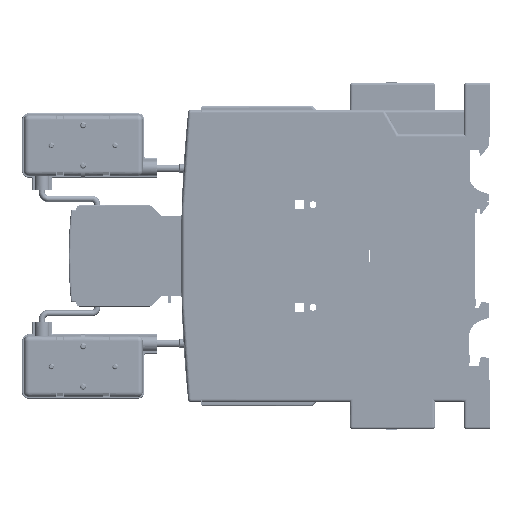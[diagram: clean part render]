
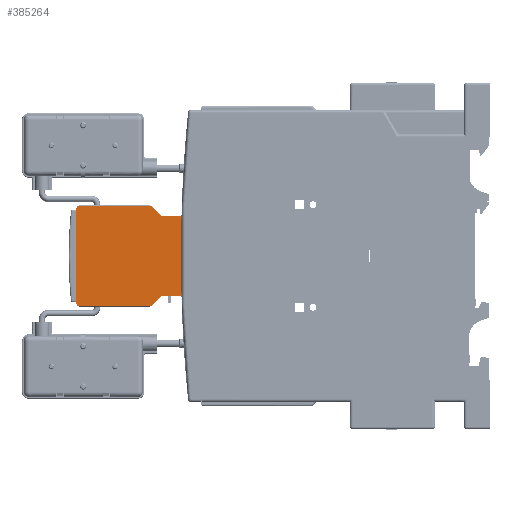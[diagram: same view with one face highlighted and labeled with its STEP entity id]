
A CAD part, left-side view. The second image highlights one B-rep face of the part: STEP entity #385264.
In plain terms, the highlighted planar face has unit normal (-1, 0, 0).
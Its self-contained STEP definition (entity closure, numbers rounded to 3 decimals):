
#16445 = CARTESIAN_POINT ( 'NONE',  ( -19.899, 143.2, -76. ) ) ;
#16562 = CARTESIAN_POINT ( 'NONE',  ( -19.899, 143.2, -44. ) ) ;
#23936 = LINE ( 'NONE', #24143, #168357 ) ;
#24010 = DIRECTION ( 'NONE',  ( 0., 1., 0. ) ) ;
#24143 = CARTESIAN_POINT ( 'NONE',  ( -19.899, 106.9, -42.8 ) ) ;
#24404 = DIRECTION ( 'NONE',  ( 0., -1., 0. ) ) ;
#24473 = CARTESIAN_POINT ( 'NONE',  ( -19.899, 106.9, -77.2 ) ) ;
#24597 = LINE ( 'NONE', #24473, #168315 ) ;
#25055 = DIRECTION ( 'NONE',  ( 0., -1., 0. ) ) ;
#25139 = LINE ( 'NONE', #25174, #168688 ) ;
#25151 = DIRECTION ( 'NONE',  ( 0., 0., 1. ) ) ;
#25174 = CARTESIAN_POINT ( 'NONE',  ( -19.899, 106.7, -42.5 ) ) ;
#25186 = CARTESIAN_POINT ( 'NONE',  ( -19.899, 106.9, -74. ) ) ;
#25236 = LINE ( 'NONE', #25186, #168540 ) ;
#40471 = EDGE_CURVE ( 'NONE', #98429, #187400, #23936, .T. ) ;
#40569 = EDGE_CURVE ( 'NONE', #187183, #98380, #24597, .T. ) ;
#40782 = EDGE_CURVE ( 'NONE', #187634, #98501, #25139, .T. ) ;
#40788 = EDGE_CURVE ( 'NONE', #187418, #187634, #25236, .T. ) ;
#40916 = EDGE_CURVE ( 'NONE', #98370, #98484, #84319, .T. ) ;
#40927 = EDGE_CURVE ( 'NONE', #187309, #98490, #84525, .T. ) ;
#40955 = EDGE_CURVE ( 'NONE', #98425, #187421, #84580, .T. ) ;
#40970 = EDGE_CURVE ( 'NONE', #98467, #187418, #84618, .T. ) ;
#40984 = EDGE_CURVE ( 'NONE', #187421, #187309, #84553, .T. ) ;
#43165 = EDGE_CURVE ( 'NONE', #188545, #187183, #119843, .T. ) ;
#43483 = EDGE_CURVE ( 'NONE', #188789, #187400, #120295, .T. ) ;
#59190 = EDGE_CURVE ( 'NONE', #98429, #98490, #292296, .T. ) ;
#59460 = EDGE_CURVE ( 'NONE', #98484, #98425, #292623, .T. ) ;
#59683 = EDGE_CURVE ( 'NONE', #98501, #98370, #292804, .T. ) ;
#59725 = EDGE_CURVE ( 'NONE', #98467, #98380, #292893, .T. ) ;
#60140 = EDGE_CURVE ( 'NONE', #188545, #188789, #270759, .T. ) ;
#84319 = LINE ( 'NONE', #84330, #168628 ) ;
#84330 = CARTESIAN_POINT ( 'NONE',  ( -19.899, 106.9, -42.5 ) ) ;
#84392 = DIRECTION ( 'NONE',  ( 0., 0., 1. ) ) ;
#84488 = DIRECTION ( 'NONE',  ( 0., 1., 0. ) ) ;
#84497 = DIRECTION ( 'NONE',  ( 0., 0.707, 0.707 ) ) ;
#84503 = CARTESIAN_POINT ( 'NONE',  ( -19.899, 106.7, -42.5 ) ) ;
#84525 = LINE ( 'NONE', #84633, #168566 ) ;
#84553 = LINE ( 'NONE', #84661, #168635 ) ;
#84556 = CARTESIAN_POINT ( 'NONE',  ( -19.899, 116.739, -77.06 ) ) ;
#84580 = LINE ( 'NONE', #84503, #168606 ) ;
#84613 = DIRECTION ( 'NONE',  ( 0., 0., 1. ) ) ;
#84618 = LINE ( 'NONE', #84556, #168624 ) ;
#84633 = CARTESIAN_POINT ( 'NONE',  ( -19.899, 113.679, -46. ) ) ;
#84642 = DIRECTION ( 'NONE',  ( 0., -0.707, 0.707 ) ) ;
#84661 = CARTESIAN_POINT ( 'NONE',  ( -19.899, 106.9, -46. ) ) ;
#98370 = VERTEX_POINT ( 'NONE', #228622 ) ;
#98380 = VERTEX_POINT ( 'NONE', #228597 ) ;
#98425 = VERTEX_POINT ( 'NONE', #228585 ) ;
#98429 = VERTEX_POINT ( 'NONE', #228695 ) ;
#98467 = VERTEX_POINT ( 'NONE', #228902 ) ;
#98484 = VERTEX_POINT ( 'NONE', #228691 ) ;
#98490 = VERTEX_POINT ( 'NONE', #228705 ) ;
#98501 = VERTEX_POINT ( 'NONE', #228754 ) ;
#119843 = CIRCLE ( 'NONE', #119917, 1.5 ) ;
#119917 = AXIS2_PLACEMENT_3D ( 'NONE', #384792, #384789, #384974 ) ;
#120295 = CIRCLE ( 'NONE', #120311, 1.5 ) ;
#120311 = AXIS2_PLACEMENT_3D ( 'NONE', #385506, #385535, #385555 ) ;
#168315 = VECTOR ( 'NONE', #24404, 1000. ) ;
#168357 = VECTOR ( 'NONE', #24010, 1000. ) ;
#168540 = VECTOR ( 'NONE', #25055, 1000. ) ;
#168566 = VECTOR ( 'NONE', #84497, 1000. ) ;
#168606 = VECTOR ( 'NONE', #84613, 1000. ) ;
#168624 = VECTOR ( 'NONE', #84642, 1000. ) ;
#168628 = VECTOR ( 'NONE', #84392, 1000. ) ;
#168635 = VECTOR ( 'NONE', #84488, 1000. ) ;
#168688 = VECTOR ( 'NONE', #25151, 1000. ) ;
#174869 = EDGE_LOOP ( 'NONE', ( #280520, #280700, #280531, #280570, #280666, #280503, #280631, #280456, #280605, #280497, #280736, #280572, #280658, #280681, #280757, #280473 ) ) ;
#187183 = VERTEX_POINT ( 'NONE', #194887 ) ;
#187309 = VERTEX_POINT ( 'NONE', #195370 ) ;
#187400 = VERTEX_POINT ( 'NONE', #195364 ) ;
#187418 = VERTEX_POINT ( 'NONE', #195097 ) ;
#187421 = VERTEX_POINT ( 'NONE', #195210 ) ;
#187634 = VERTEX_POINT ( 'NONE', #195750 ) ;
#188545 = VERTEX_POINT ( 'NONE', #16445 ) ;
#188789 = VERTEX_POINT ( 'NONE', #16562 ) ;
#194887 = CARTESIAN_POINT ( 'NONE',  ( -19.899, 142.6, -77.2 ) ) ;
#195097 = CARTESIAN_POINT ( 'NONE',  ( -19.899, 113.679, -74. ) ) ;
#195210 = CARTESIAN_POINT ( 'NONE',  ( -19.899, 106.7, -46. ) ) ;
#195364 = CARTESIAN_POINT ( 'NONE',  ( -19.899, 142.6, -42.8 ) ) ;
#195370 = CARTESIAN_POINT ( 'NONE',  ( -19.899, 113.679, -46. ) ) ;
#195750 = CARTESIAN_POINT ( 'NONE',  ( -19.899, 106.7, -74. ) ) ;
#214529 = CARTESIAN_POINT ( 'NONE',  ( -19.899, 117.8, -44. ) ) ;
#214560 = DIRECTION ( 'NONE',  ( 0., 0., 1. ) ) ;
#214594 = DIRECTION ( 'NONE',  ( 1., 0., 0. ) ) ;
#228585 = CARTESIAN_POINT ( 'NONE',  ( -19.899, 106.7, -49.5 ) ) ;
#228597 = CARTESIAN_POINT ( 'NONE',  ( -19.899, 116.9, -77.2 ) ) ;
#228622 = CARTESIAN_POINT ( 'NONE',  ( -19.899, 106.9, -70.3 ) ) ;
#228691 = CARTESIAN_POINT ( 'NONE',  ( -19.899, 106.9, -49.7 ) ) ;
#228695 = CARTESIAN_POINT ( 'NONE',  ( -19.899, 116.9, -42.8 ) ) ;
#228705 = CARTESIAN_POINT ( 'NONE',  ( -19.899, 116.739, -42.939 ) ) ;
#228754 = CARTESIAN_POINT ( 'NONE',  ( -19.899, 106.7, -70.5 ) ) ;
#228902 = CARTESIAN_POINT ( 'NONE',  ( -19.899, 116.739, -77.06 ) ) ;
#270759 = LINE ( 'NONE', #270962, #293236 ) ;
#270962 = CARTESIAN_POINT ( 'NONE',  ( -19.899, 143.2, -54.75 ) ) ;
#271113 = DIRECTION ( 'NONE',  ( 0., 0., 1. ) ) ;
#280456 = ORIENTED_EDGE ( 'NONE', *, *, #40916, .T. ) ;
#280473 = ORIENTED_EDGE ( 'NONE', *, *, #60140, .F. ) ;
#280497 = ORIENTED_EDGE ( 'NONE', *, *, #40955, .T. ) ;
#280503 = ORIENTED_EDGE ( 'NONE', *, *, #40782, .T. ) ;
#280520 = ORIENTED_EDGE ( 'NONE', *, *, #43165, .T. ) ;
#280531 = ORIENTED_EDGE ( 'NONE', *, *, #59725, .F. ) ;
#280570 = ORIENTED_EDGE ( 'NONE', *, *, #40970, .T. ) ;
#280572 = ORIENTED_EDGE ( 'NONE', *, *, #40927, .T. ) ;
#280605 = ORIENTED_EDGE ( 'NONE', *, *, #59460, .T. ) ;
#280631 = ORIENTED_EDGE ( 'NONE', *, *, #59683, .T. ) ;
#280658 = ORIENTED_EDGE ( 'NONE', *, *, #59190, .F. ) ;
#280666 = ORIENTED_EDGE ( 'NONE', *, *, #40788, .T. ) ;
#280681 = ORIENTED_EDGE ( 'NONE', *, *, #40471, .T. ) ;
#280700 = ORIENTED_EDGE ( 'NONE', *, *, #40569, .T. ) ;
#280736 = ORIENTED_EDGE ( 'NONE', *, *, #40984, .T. ) ;
#280757 = ORIENTED_EDGE ( 'NONE', *, *, #43483, .F. ) ;
#288121 = DIRECTION ( 'NONE',  ( 0., -1., 0. ) ) ;
#288124 = CARTESIAN_POINT ( 'NONE',  ( -19.899, 106.7, -49.7 ) ) ;
#288163 = DIRECTION ( 'NONE',  ( 1., 0., 0. ) ) ;
#289089 = DIRECTION ( 'NONE',  ( 0., 1., 0. ) ) ;
#289118 = DIRECTION ( 'NONE',  ( 1., 0., 0. ) ) ;
#289228 = CARTESIAN_POINT ( 'NONE',  ( -19.899, 106.7, -70.3 ) ) ;
#289256 = DIRECTION ( 'NONE',  ( 1., 0., 0. ) ) ;
#289300 = DIRECTION ( 'NONE',  ( 0., 0., 1. ) ) ;
#289374 = CARTESIAN_POINT ( 'NONE',  ( -19.899, 117.8, -76. ) ) ;
#292296 = CIRCLE ( 'NONE', #292319, 1.5 ) ;
#292319 = AXIS2_PLACEMENT_3D ( 'NONE', #214529, #214594, #214560 ) ;
#292501 = AXIS2_PLACEMENT_3D ( 'NONE', #288124, #288163, #288121 ) ;
#292623 = CIRCLE ( 'NONE', #292501, 0.2 ) ;
#292804 = CIRCLE ( 'NONE', #292923, 0.2 ) ;
#292893 = CIRCLE ( 'NONE', #292938, 1.5 ) ;
#292923 = AXIS2_PLACEMENT_3D ( 'NONE', #289228, #289118, #289089 ) ;
#292938 = AXIS2_PLACEMENT_3D ( 'NONE', #289374, #289256, #289300 ) ;
#293236 = VECTOR ( 'NONE', #271113, 1000. ) ;
#313752 = AXIS2_PLACEMENT_3D ( 'NONE', #338517, #338571, #338521 ) ;
#338517 = CARTESIAN_POINT ( 'NONE',  ( -19.899, 106.9, -42.5 ) ) ;
#338521 = DIRECTION ( 'NONE',  ( 0., -1., 0. ) ) ;
#338555 = FACE_OUTER_BOUND ( 'NONE', #174869, .T. ) ;
#338571 = DIRECTION ( 'NONE',  ( -1., 0., 0. ) ) ;
#338578 = PLANE ( 'NONE',  #313752 ) ;
#384789 = DIRECTION ( 'NONE',  ( -1., 0., 0. ) ) ;
#384792 = CARTESIAN_POINT ( 'NONE',  ( -19.899, 141.7, -76. ) ) ;
#384974 = DIRECTION ( 'NONE',  ( 0., 1., 0. ) ) ;
#385264 = ADVANCED_FACE ( 'NONE', ( #338555 ), #338578, .T. ) ;
#385506 = CARTESIAN_POINT ( 'NONE',  ( -19.899, 141.7, -44. ) ) ;
#385535 = DIRECTION ( 'NONE',  ( 1., 0., 0. ) ) ;
#385555 = DIRECTION ( 'NONE',  ( 0., 1., 0. ) ) ;
